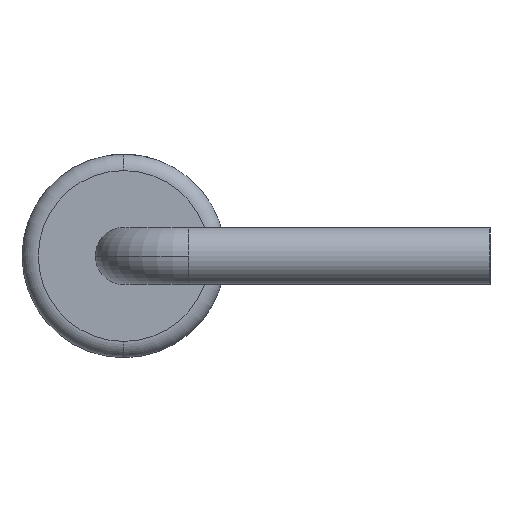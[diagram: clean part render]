
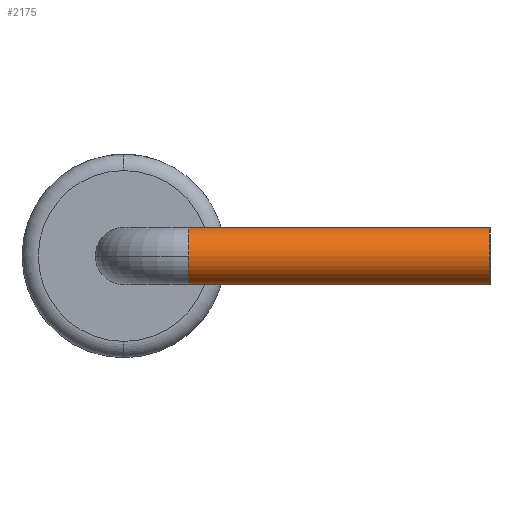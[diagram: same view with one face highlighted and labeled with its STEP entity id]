
A CAD part, left-side view. The second image highlights one B-rep face of the part: STEP entity #2175.
In plain terms, the highlighted cylindrical face has radius 0.35 mm (diameter 0.7 mm), a partial arc.
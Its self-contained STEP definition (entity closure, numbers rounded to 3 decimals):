
#48 = EDGE_CURVE ( 'NONE', #690, #530, #2080, .T. ) ;
#98 = CARTESIAN_POINT ( 'NONE',  ( -0.737, 3.7, 0. ) ) ;
#159 = EDGE_LOOP ( 'NONE', ( #1628, #330, #285, #581, #1198 ) ) ;
#178 = CARTESIAN_POINT ( 'NONE',  ( -0.737, 3.7, -0.35 ) ) ;
#206 = VECTOR ( 'NONE', #2170, 1000. ) ;
#285 = ORIENTED_EDGE ( 'NONE', *, *, #1277, .T. ) ;
#306 = CIRCLE ( 'NONE', #1359, 0.35 ) ;
#326 = EDGE_CURVE ( 'NONE', #1874, #1171, #306, .T. ) ;
#330 = ORIENTED_EDGE ( 'NONE', *, *, #326, .T. ) ;
#354 = CARTESIAN_POINT ( 'NONE',  ( -0.737, 0., -0.35 ) ) ;
#489 = CARTESIAN_POINT ( 'NONE',  ( -0.737, 0., 0. ) ) ;
#490 = LINE ( 'NONE', #1471, #206 ) ;
#497 = DIRECTION ( 'NONE',  ( 0., 0., 1. ) ) ;
#523 = VECTOR ( 'NONE', #1291, 1000. ) ;
#530 = VERTEX_POINT ( 'NONE', #1486 ) ;
#581 = ORIENTED_EDGE ( 'NONE', *, *, #855, .F. ) ;
#587 = AXIS2_PLACEMENT_3D ( 'NONE', #1143, #2195, #762 ) ;
#690 = VERTEX_POINT ( 'NONE', #178 ) ;
#762 = DIRECTION ( 'NONE',  ( 0., 0., 1. ) ) ;
#782 = AXIS2_PLACEMENT_3D ( 'NONE', #1976, #1103, #936 ) ;
#855 = EDGE_CURVE ( 'NONE', #530, #2119, #1367, .T. ) ;
#936 = DIRECTION ( 'NONE',  ( 0., 0., 1. ) ) ;
#1012 = CYLINDRICAL_SURFACE ( 'NONE', #587, 0.35 ) ;
#1103 = DIRECTION ( 'NONE',  ( 0., 1., 0. ) ) ;
#1143 = CARTESIAN_POINT ( 'NONE',  ( -0.737, 0., 0. ) ) ;
#1171 = VERTEX_POINT ( 'NONE', #1639 ) ;
#1198 = ORIENTED_EDGE ( 'NONE', *, *, #48, .F. ) ;
#1237 = FACE_OUTER_BOUND ( 'NONE', #159, .T. ) ;
#1277 = EDGE_CURVE ( 'NONE', #1171, #2119, #1513, .T. ) ;
#1291 = DIRECTION ( 'NONE',  ( 0., 1., 0. ) ) ;
#1359 = AXIS2_PLACEMENT_3D ( 'NONE', #489, #1907, #497 ) ;
#1367 = CIRCLE ( 'NONE', #2014, 0.35 ) ;
#1446 = CARTESIAN_POINT ( 'NONE',  ( -0.737, 0., 0.35 ) ) ;
#1471 = CARTESIAN_POINT ( 'NONE',  ( -0.737, 0., -0.35 ) ) ;
#1486 = CARTESIAN_POINT ( 'NONE',  ( -1.087, 3.7, 0. ) ) ;
#1509 = DIRECTION ( 'NONE',  ( 0., 1., 0. ) ) ;
#1513 = LINE ( 'NONE', #1446, #523 ) ;
#1518 = DIRECTION ( 'NONE',  ( 0., 0., 1. ) ) ;
#1628 = ORIENTED_EDGE ( 'NONE', *, *, #2275, .F. ) ;
#1639 = CARTESIAN_POINT ( 'NONE',  ( -0.737, 0., 0.35 ) ) ;
#1874 = VERTEX_POINT ( 'NONE', #354 ) ;
#1907 = DIRECTION ( 'NONE',  ( 0., 1., 0. ) ) ;
#1976 = CARTESIAN_POINT ( 'NONE',  ( -0.737, 3.7, 0. ) ) ;
#2014 = AXIS2_PLACEMENT_3D ( 'NONE', #98, #1509, #1518 ) ;
#2080 = CIRCLE ( 'NONE', #782, 0.35 ) ;
#2119 = VERTEX_POINT ( 'NONE', #2156 ) ;
#2156 = CARTESIAN_POINT ( 'NONE',  ( -0.737, 3.7, 0.35 ) ) ;
#2170 = DIRECTION ( 'NONE',  ( 0., 1., 0. ) ) ;
#2175 = ADVANCED_FACE ( 'NONE', ( #1237 ), #1012, .T. ) ;
#2195 = DIRECTION ( 'NONE',  ( 0., 1., 0. ) ) ;
#2275 = EDGE_CURVE ( 'NONE', #1874, #690, #490, .T. ) ;
